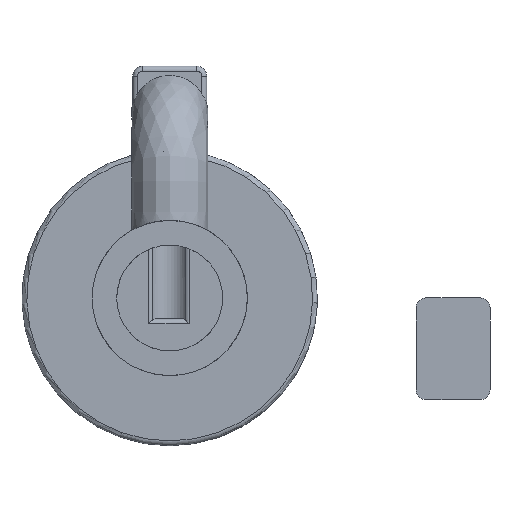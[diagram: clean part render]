
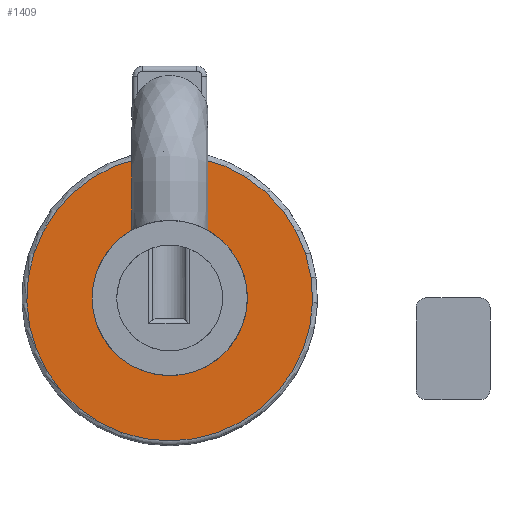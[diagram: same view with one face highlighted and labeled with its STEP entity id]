
A CAD part, front view. The second image highlights one B-rep face of the part: STEP entity #1409.
In plain terms, the highlighted planar face has unit normal (0, -1, 0).
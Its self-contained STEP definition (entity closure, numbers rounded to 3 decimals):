
#23=ELLIPSE('',#1513,267.28,5.);
#24=ELLIPSE('',#1514,267.28,5.);
#93=LINE('',#2658,#162);
#94=LINE('',#2662,#163);
#162=VECTOR('',#1732,10.);
#163=VECTOR('',#1735,10.);
#224=PLANE('',#1534);
#266=FACE_OUTER_BOUND('',#350,.T.);
#350=EDGE_LOOP('',(#1060,#1061,#1062,#1063,#1064,#1065,#1066,#1067,#1068));
#436=CIRCLE('',#1532,15.75);
#437=CIRCLE('',#1533,15.75);
#438=CIRCLE('',#1535,29.);
#515=B_SPLINE_CURVE_WITH_KNOTS('',3,(#2652,#2653,#2654,#2655,#2656),
 .UNSPECIFIED.,.F.,.F.,(4,1,4),(-2.156,-1.707,-1.371),
 .UNSPECIFIED.);
#516=B_SPLINE_CURVE_WITH_KNOTS('',3,(#2663,#2664,#2665,#2666,#2667,#2668,
#2669),.UNSPECIFIED.,.F.,.F.,(4,1,1,1,4),(-0.828,-0.71,
-0.591,-0.355,0.),.UNSPECIFIED.);
#606=VERTEX_POINT('',#2517);
#607=VERTEX_POINT('',#2524);
#610=VERTEX_POINT('',#2558);
#611=VERTEX_POINT('',#2577);
#619=VERTEX_POINT('',#2611);
#620=VERTEX_POINT('',#2651);
#621=VERTEX_POINT('',#2657);
#622=VERTEX_POINT('',#2659);
#623=VERTEX_POINT('',#2661);
#767=EDGE_CURVE('',#607,#606,#23,.T.);
#771=EDGE_CURVE('',#611,#610,#24,.T.);
#785=EDGE_CURVE('',#606,#619,#436,.T.);
#787=EDGE_CURVE('',#619,#611,#437,.T.);
#788=EDGE_CURVE('',#620,#610,#515,.T.);
#789=EDGE_CURVE('',#621,#620,#93,.T.);
#790=EDGE_CURVE('',#622,#621,#438,.T.);
#791=EDGE_CURVE('',#623,#622,#94,.T.);
#792=EDGE_CURVE('',#607,#623,#516,.T.);
#1060=ORIENTED_EDGE('',*,*,#767,.T.);
#1061=ORIENTED_EDGE('',*,*,#785,.T.);
#1062=ORIENTED_EDGE('',*,*,#787,.T.);
#1063=ORIENTED_EDGE('',*,*,#771,.T.);
#1064=ORIENTED_EDGE('',*,*,#788,.F.);
#1065=ORIENTED_EDGE('',*,*,#789,.F.);
#1066=ORIENTED_EDGE('',*,*,#790,.F.);
#1067=ORIENTED_EDGE('',*,*,#791,.F.);
#1068=ORIENTED_EDGE('',*,*,#792,.F.);
#1409=ADVANCED_FACE('',(#266),#224,.F.);
#1513=AXIS2_PLACEMENT_3D('',#2525,#1687,#1688);
#1514=AXIS2_PLACEMENT_3D('',#2578,#1689,#1690);
#1532=AXIS2_PLACEMENT_3D('',#2613,#1726,#1727);
#1533=AXIS2_PLACEMENT_3D('',#2649,#1728,#1729);
#1534=AXIS2_PLACEMENT_3D('',#2650,#1730,#1731);
#1535=AXIS2_PLACEMENT_3D('',#2660,#1733,#1734);
#1687=DIRECTION('center_axis',(0.,1.,0.));
#1688=DIRECTION('ref_axis',(0.,0.,1.));
#1689=DIRECTION('center_axis',(0.,1.,0.));
#1690=DIRECTION('ref_axis',(0.,0.,1.));
#1726=DIRECTION('center_axis',(0.,1.,0.));
#1727=DIRECTION('ref_axis',(1.,0.,0.));
#1728=DIRECTION('center_axis',(0.,1.,0.));
#1729=DIRECTION('ref_axis',(1.,0.,0.));
#1730=DIRECTION('center_axis',(0.,1.,0.));
#1731=DIRECTION('ref_axis',(1.,0.,0.));
#1732=DIRECTION('',(0.,0.,1.));
#1733=DIRECTION('center_axis',(0.,1.,0.));
#1734=DIRECTION('ref_axis',(0.,0.,-1.));
#1735=DIRECTION('',(0.,0.,-1.));
#2517=CARTESIAN_POINT('',(1.249,0.,15.7));
#2524=CARTESIAN_POINT('',(1.719,0.,24.322));
#2525=CARTESIAN_POINT('Origin',(-0.136,0.,272.518));
#2558=CARTESIAN_POINT('',(-2.009,0.,24.692));
#2577=CARTESIAN_POINT('',(-1.52,0.,15.677));
#2578=CARTESIAN_POINT('Origin',(-0.136,0.,272.518));
#2611=CARTESIAN_POINT('',(-15.75,0.,0.));
#2613=CARTESIAN_POINT('Origin',(0.,0.,0.));
#2649=CARTESIAN_POINT('Origin',(0.,0.,0.));
#2650=CARTESIAN_POINT('Origin',(0.,0.,0.));
#2651=CARTESIAN_POINT('',(-6.508,0.,31.092));
#2652=CARTESIAN_POINT('Ctrl Pts',(-6.508,0.,31.092));
#2653=CARTESIAN_POINT('Ctrl Pts',(-5.837,0.,29.754));
#2654=CARTESIAN_POINT('Ctrl Pts',(-4.377,0.,27.579));
#2655=CARTESIAN_POINT('Ctrl Pts',(-2.703,0.,25.571));
#2656=CARTESIAN_POINT('Ctrl Pts',(-2.009,0.,24.692));
#2657=CARTESIAN_POINT('',(-6.508,0.,28.26));
#2658=CARTESIAN_POINT('',(-6.508,0.,14.523));
#2659=CARTESIAN_POINT('',(6.492,0.,28.264));
#2660=CARTESIAN_POINT('Origin',(0.,0.,0.));
#2661=CARTESIAN_POINT('',(6.492,0.,31.062));
#2662=CARTESIAN_POINT('',(6.492,0.,22.523));
#2663=CARTESIAN_POINT('Ctrl Pts',(1.719,0.,24.322));
#2664=CARTESIAN_POINT('Ctrl Pts',(1.957,0.,24.629));
#2665=CARTESIAN_POINT('Ctrl Pts',(2.455,0.,25.254));
#2666=CARTESIAN_POINT('Ctrl Pts',(3.446,0.,26.468));
#2667=CARTESIAN_POINT('Ctrl Pts',(4.902,0.,28.343));
#2668=CARTESIAN_POINT('Ctrl Pts',(5.961,0.,30.006));
#2669=CARTESIAN_POINT('Ctrl Pts',(6.492,0.,31.062));
